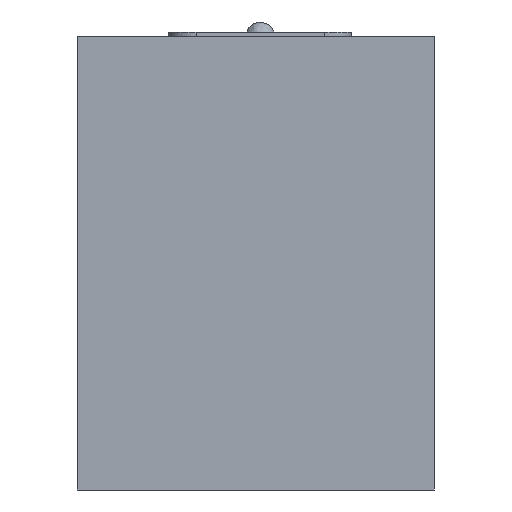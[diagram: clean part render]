
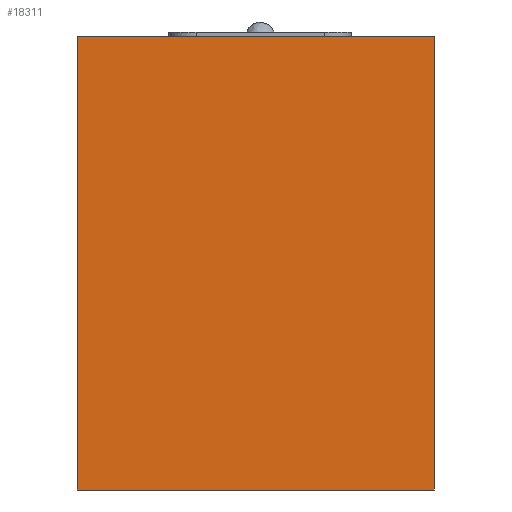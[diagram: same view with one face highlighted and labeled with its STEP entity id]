
A CAD part, left-side view. The second image highlights one B-rep face of the part: STEP entity #18311.
In plain terms, the highlighted planar face has unit normal (-1, 0, 0).
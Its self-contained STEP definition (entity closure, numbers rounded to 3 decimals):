
#401 = CARTESIAN_POINT ( 'NONE',  ( -86.317, 20., 24.75 ) ) ;
#1466 = LINE ( 'NONE', #24677, #21425 ) ;
#2027 = VECTOR ( 'NONE', #16876, 1000. ) ;
#2106 = VERTEX_POINT ( 'NONE', #22706 ) ;
#3242 = FACE_OUTER_BOUND ( 'NONE', #7571, .T. ) ;
#3371 = DIRECTION ( 'NONE',  ( 1., 0., 0. ) ) ;
#5489 = CARTESIAN_POINT ( 'NONE',  ( -86.317, -19., 24.75 ) ) ;
#6166 = CARTESIAN_POINT ( 'NONE',  ( -86.317, 20., -24.75 ) ) ;
#6228 = VERTEX_POINT ( 'NONE', #401 ) ;
#6255 = EDGE_CURVE ( 'NONE', #6228, #16815, #23757, .T. ) ;
#6534 = LINE ( 'NONE', #16943, #8840 ) ;
#6877 = CARTESIAN_POINT ( 'NONE',  ( -86.317, 20., 24.75 ) ) ;
#7571 = EDGE_LOOP ( 'NONE', ( #20259, #10831, #22337, #21649 ) ) ;
#8207 = AXIS2_PLACEMENT_3D ( 'NONE', #16124, #3371, #24499 ) ;
#8836 = EDGE_CURVE ( 'NONE', #6228, #25008, #6534, .T. ) ;
#8840 = VECTOR ( 'NONE', #14492, 1000. ) ;
#9721 = LINE ( 'NONE', #5489, #14182 ) ;
#10831 = ORIENTED_EDGE ( 'NONE', *, *, #6255, .F. ) ;
#11805 = DIRECTION ( 'NONE',  ( 0., 0., -1. ) ) ;
#14182 = VECTOR ( 'NONE', #11805, 1000. ) ;
#14321 = EDGE_CURVE ( 'NONE', #16815, #2106, #9721, .T. ) ;
#14492 = DIRECTION ( 'NONE',  ( 0., 0., -1. ) ) ;
#16124 = CARTESIAN_POINT ( 'NONE',  ( -86.317, 20., 24.75 ) ) ;
#16162 = DIRECTION ( 'NONE',  ( 0., -1., 0. ) ) ;
#16815 = VERTEX_POINT ( 'NONE', #24824 ) ;
#16876 = DIRECTION ( 'NONE',  ( 0., -1., 0. ) ) ;
#16943 = CARTESIAN_POINT ( 'NONE',  ( -86.317, 20., 24.75 ) ) ;
#18311 = ADVANCED_FACE ( 'NONE', ( #3242 ), #22451, .F. ) ;
#18938 = EDGE_CURVE ( 'NONE', #25008, #2106, #1466, .T. ) ;
#20259 = ORIENTED_EDGE ( 'NONE', *, *, #14321, .F. ) ;
#21425 = VECTOR ( 'NONE', #16162, 1000. ) ;
#21649 = ORIENTED_EDGE ( 'NONE', *, *, #18938, .T. ) ;
#22337 = ORIENTED_EDGE ( 'NONE', *, *, #8836, .T. ) ;
#22451 = PLANE ( 'NONE',  #8207 ) ;
#22706 = CARTESIAN_POINT ( 'NONE',  ( -86.317, -19., -24.75 ) ) ;
#23757 = LINE ( 'NONE', #6877, #2027 ) ;
#24499 = DIRECTION ( 'NONE',  ( 0., 0., -1. ) ) ;
#24677 = CARTESIAN_POINT ( 'NONE',  ( -86.317, 0.5, -24.75 ) ) ;
#24824 = CARTESIAN_POINT ( 'NONE',  ( -86.317, -19., 24.75 ) ) ;
#25008 = VERTEX_POINT ( 'NONE', #6166 ) ;
